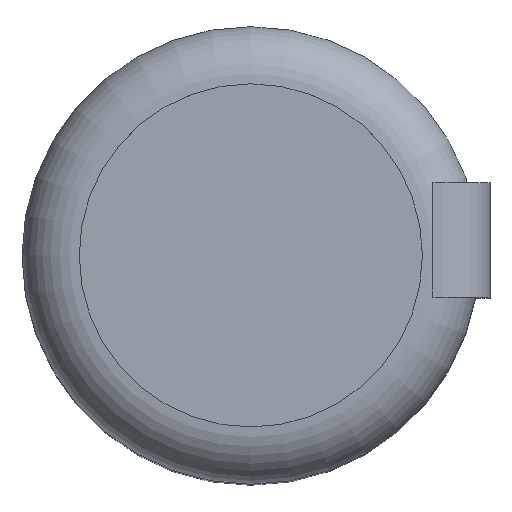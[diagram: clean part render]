
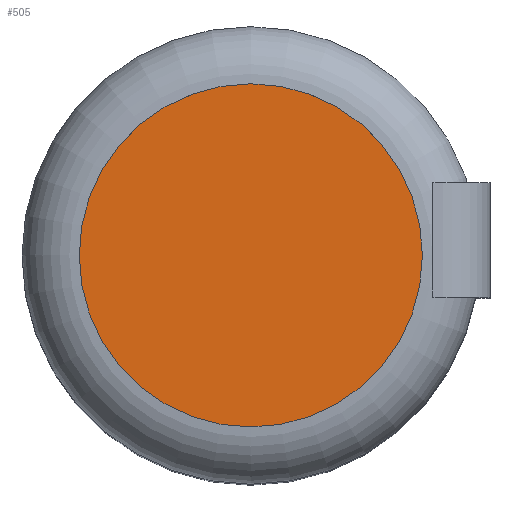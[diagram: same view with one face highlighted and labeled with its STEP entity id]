
A CAD part, top view. The second image highlights one B-rep face of the part: STEP entity #505.
In plain terms, the highlighted planar face has unit normal (0, 0, 1).
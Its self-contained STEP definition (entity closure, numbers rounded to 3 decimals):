
#55=PLANE('',#567);
#77=FACE_OUTER_BOUND('',#112,.T.);
#112=EDGE_LOOP('',(#382));
#194=CIRCLE('',#566,1.5);
#234=VERTEX_POINT('',#819);
#289=EDGE_CURVE('',#234,#234,#194,.T.);
#382=ORIENTED_EDGE('',*,*,#289,.F.);
#505=ADVANCED_FACE('',(#77),#55,.T.);
#566=AXIS2_PLACEMENT_3D('',#821,#669,#670);
#567=AXIS2_PLACEMENT_3D('',#822,#671,#672);
#669=DIRECTION('center_axis',(0.,0.,-1.));
#670=DIRECTION('ref_axis',(1.,0.,0.));
#671=DIRECTION('center_axis',(0.,0.,1.));
#672=DIRECTION('ref_axis',(1.,0.,0.));
#819=CARTESIAN_POINT('',(1.145,2.406,7.7));
#821=CARTESIAN_POINT('Origin',(2.645,2.406,7.7));
#822=CARTESIAN_POINT('Origin',(2.278,2.406,7.7));
